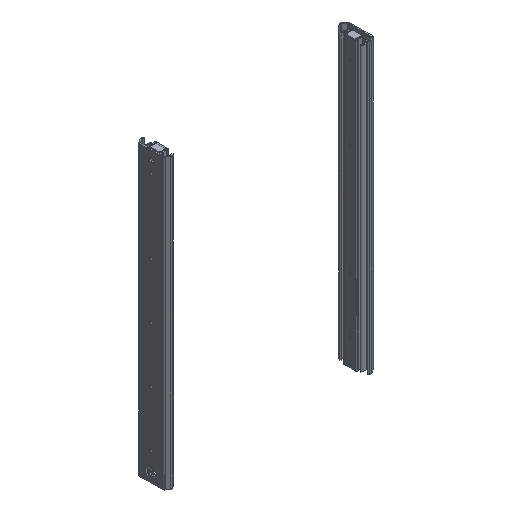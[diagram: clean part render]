
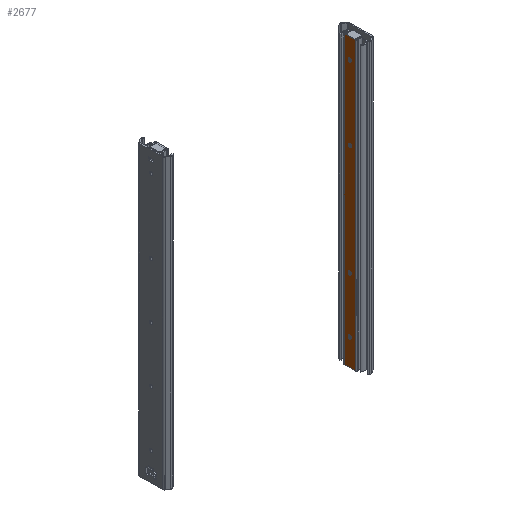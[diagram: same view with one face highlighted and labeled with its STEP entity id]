
A CAD part, isometric view. The second image highlights one B-rep face of the part: STEP entity #2677.
In plain terms, the highlighted face is planar.
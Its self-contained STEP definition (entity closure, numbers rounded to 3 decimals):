
#131=FACE_BOUND('',#470,.T.);
#132=FACE_BOUND('',#471,.T.);
#133=FACE_BOUND('',#472,.T.);
#134=FACE_BOUND('',#473,.T.);
#197=PLANE('',#3050);
#318=FACE_OUTER_BOUND('',#469,.T.);
#469=EDGE_LOOP('',(#2346,#2347,#2348,#2349));
#470=EDGE_LOOP('',(#2350));
#471=EDGE_LOOP('',(#2351));
#472=EDGE_LOOP('',(#2352));
#473=EDGE_LOOP('',(#2353));
#707=LINE('',#4610,#944);
#709=LINE('',#4636,#946);
#710=LINE('',#4638,#947);
#711=LINE('',#4639,#948);
#944=VECTOR('',#3752,10.);
#946=VECTOR('',#3764,10.);
#947=VECTOR('',#3765,10.);
#948=VECTOR('',#3766,10.);
#1052=CIRCLE('',#3018,2.9);
#1054=CIRCLE('',#3022,2.9);
#1056=CIRCLE('',#3026,2.9);
#1058=CIRCLE('',#3030,2.9);
#1282=VERTEX_POINT('',#4529);
#1284=VERTEX_POINT('',#4537);
#1286=VERTEX_POINT('',#4545);
#1288=VERTEX_POINT('',#4553);
#1302=VERTEX_POINT('',#4607);
#1303=VERTEX_POINT('',#4609);
#1309=VERTEX_POINT('',#4635);
#1310=VERTEX_POINT('',#4637);
#1620=EDGE_CURVE('',#1282,#1282,#1052,.T.);
#1624=EDGE_CURVE('',#1284,#1284,#1054,.T.);
#1628=EDGE_CURVE('',#1286,#1286,#1056,.T.);
#1632=EDGE_CURVE('',#1288,#1288,#1058,.T.);
#1654=EDGE_CURVE('',#1302,#1303,#707,.T.);
#1661=EDGE_CURVE('',#1302,#1309,#709,.T.);
#1662=EDGE_CURVE('',#1310,#1309,#710,.T.);
#1663=EDGE_CURVE('',#1310,#1303,#711,.T.);
#2346=ORIENTED_EDGE('',*,*,#1654,.F.);
#2347=ORIENTED_EDGE('',*,*,#1661,.T.);
#2348=ORIENTED_EDGE('',*,*,#1662,.F.);
#2349=ORIENTED_EDGE('',*,*,#1663,.T.);
#2350=ORIENTED_EDGE('',*,*,#1632,.T.);
#2351=ORIENTED_EDGE('',*,*,#1628,.T.);
#2352=ORIENTED_EDGE('',*,*,#1620,.T.);
#2353=ORIENTED_EDGE('',*,*,#1624,.T.);
#2677=ADVANCED_FACE('',(#318,#131,#132,#133,#134),#197,.T.);
#3018=AXIS2_PLACEMENT_3D('',#4530,#3678,#3679);
#3022=AXIS2_PLACEMENT_3D('',#4538,#3688,#3689);
#3026=AXIS2_PLACEMENT_3D('',#4546,#3698,#3699);
#3030=AXIS2_PLACEMENT_3D('',#4554,#3708,#3709);
#3050=AXIS2_PLACEMENT_3D('',#4634,#3762,#3763);
#3678=DIRECTION('center_axis',(-1.,0.,0.));
#3679=DIRECTION('ref_axis',(0.,0.,1.));
#3688=DIRECTION('center_axis',(-1.,0.,0.));
#3689=DIRECTION('ref_axis',(0.,0.,1.));
#3698=DIRECTION('center_axis',(-1.,0.,0.));
#3699=DIRECTION('ref_axis',(0.,0.,1.));
#3708=DIRECTION('center_axis',(-1.,0.,0.));
#3709=DIRECTION('ref_axis',(0.,0.,1.));
#3752=DIRECTION('',(0.,1.,0.));
#3762=DIRECTION('center_axis',(1.,0.,0.));
#3763=DIRECTION('ref_axis',(0.,-1.,0.));
#3764=DIRECTION('',(0.,0.,-1.));
#3765=DIRECTION('',(0.,-1.,0.));
#3766=DIRECTION('',(0.,0.,1.));
#4529=CARTESIAN_POINT('',(8.,0.,-37.9));
#4530=CARTESIAN_POINT('Origin',(8.,0.,-35.));
#4537=CARTESIAN_POINT('',(8.,0.,-165.9));
#4538=CARTESIAN_POINT('Origin',(8.,0.,-163.));
#4545=CARTESIAN_POINT('',(8.,0.,-357.9));
#4546=CARTESIAN_POINT('Origin',(8.,0.,-355.));
#4553=CARTESIAN_POINT('',(8.,0.,-453.9));
#4554=CARTESIAN_POINT('Origin',(8.,0.,-451.));
#4607=CARTESIAN_POINT('',(8.,-9.7,0.));
#4609=CARTESIAN_POINT('',(8.,9.7,0.));
#4610=CARTESIAN_POINT('',(8.,-11.283,0.));
#4634=CARTESIAN_POINT('Origin',(8.,11.283,0.));
#4635=CARTESIAN_POINT('',(8.,-9.7,-497.));
#4636=CARTESIAN_POINT('',(8.,-9.7,0.));
#4637=CARTESIAN_POINT('',(8.,9.7,-497.));
#4638=CARTESIAN_POINT('',(8.,-11.283,-497.));
#4639=CARTESIAN_POINT('',(8.,9.7,0.));
